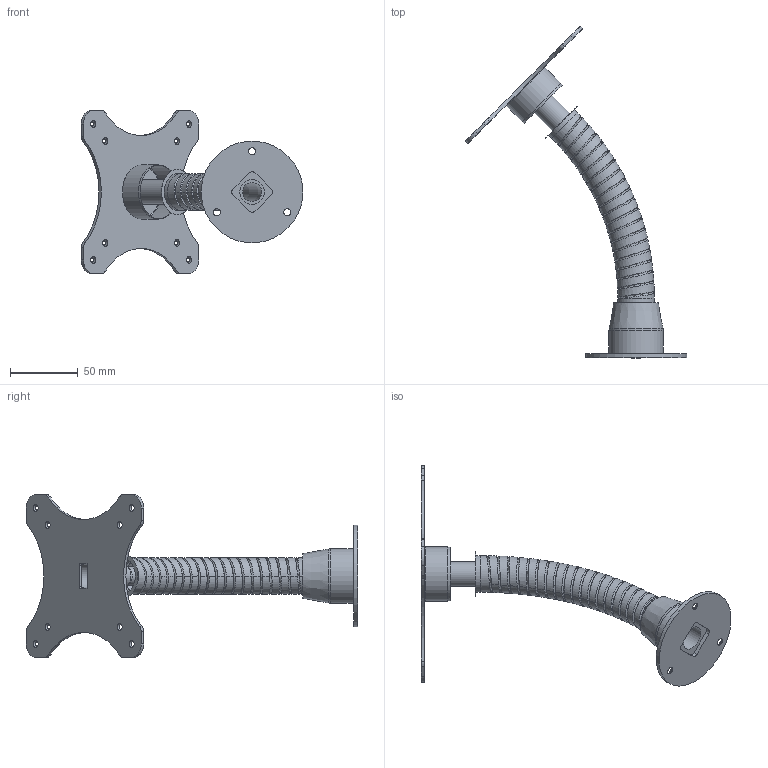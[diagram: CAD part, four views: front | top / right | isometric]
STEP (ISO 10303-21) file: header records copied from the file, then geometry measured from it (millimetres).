
FILE_DESCRIPTION(/* description */ (''),/* implementation_level */ '2;1');
FILE_NAME(/* name */ 'vb_vesa_mnt_flx.step',/* time_stamp */ '2020-10-13T11:27:17-04:00',/* author */ ('NickC'),/* organization */ (''),/* preprocessor_version */ 'ST-DEVELOPER v17',/* originating_system */ 'Autodesk Inventor 2019',/* authorisation */ '');
FILE_SCHEMA (('AUTOMOTIVE_DESIGN { 1 0 10303 214 3 1 1 }'));
Length unit declared in the file: inch
Products named in the file (1): Part1
Bounding box: 163.29 x 244.54 x 120 mm (x, y, z)
Volume: 163967.8 mm3; surface area: 63909.2 mm2
Topology: 1 solids, 1 shells, 110 faces, 325 edges, 224 vertices
Faces by surface type: cylinder 47, plane 33, torus 20, cone 7, bspline 3
Full cylindrical faces by diameter (mm): 5 x8, 5.2 x3, 14 x2, 18 x2, 27 x1, 33 x2, 40 x2, 75 x1
Entity records: 9511 total; most frequent: CARTESIAN_POINT 6388, DIRECTION 667, ORIENTED_EDGE 650, EDGE_CURVE 325, AXIS2_PLACEMENT_3D 279, VERTEX_POINT 224, CIRCLE 171, EDGE_LOOP 141
